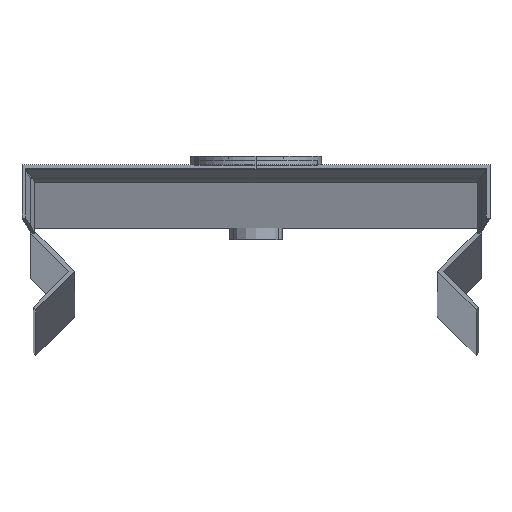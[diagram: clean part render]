
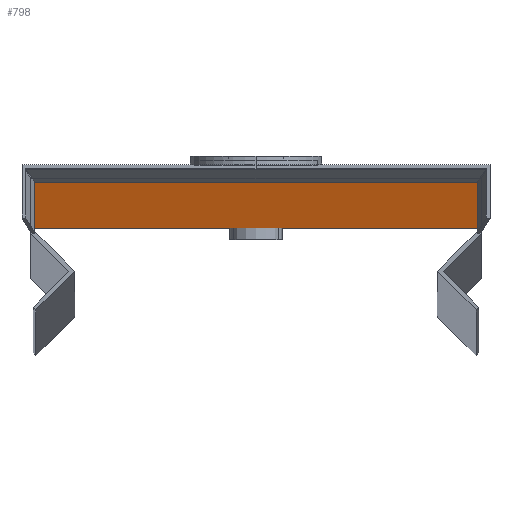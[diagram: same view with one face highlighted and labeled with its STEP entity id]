
A CAD part, top view. The second image highlights one B-rep face of the part: STEP entity #798.
In plain terms, the highlighted planar face has unit normal (0, -1, 0).
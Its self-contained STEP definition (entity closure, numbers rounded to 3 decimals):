
#16 = VECTOR ( 'NONE', #397, 1000. ) ;
#71 = EDGE_CURVE ( 'NONE', #465, #614, #289, .T. ) ;
#102 = VERTEX_POINT ( 'NONE', #763 ) ;
#122 = ORIENTED_EDGE ( 'NONE', *, *, #743, .F. ) ;
#179 = EDGE_CURVE ( 'NONE', #465, #189, #1152, .T. ) ;
#189 = VERTEX_POINT ( 'NONE', #675 ) ;
#276 = CIRCLE ( 'NONE', #1166, 5.5 ) ;
#289 = LINE ( 'NONE', #775, #16 ) ;
#296 = ORIENTED_EDGE ( 'NONE', *, *, #1257, .T. ) ;
#365 = FACE_OUTER_BOUND ( 'NONE', #1296, .T. ) ;
#373 = DIRECTION ( 'NONE',  ( 0., 1., 0. ) ) ;
#379 = CARTESIAN_POINT ( 'NONE',  ( 25., 0., 2969. ) ) ;
#394 = EDGE_CURVE ( 'NONE', #102, #1097, #276, .T. ) ;
#397 = DIRECTION ( 'NONE',  ( 1., 0., 0. ) ) ;
#456 = CARTESIAN_POINT ( 'NONE',  ( 5.5, 0., 14. ) ) ;
#465 = VERTEX_POINT ( 'NONE', #1252 ) ;
#476 = VECTOR ( 'NONE', #934, 1000. ) ;
#547 = CARTESIAN_POINT ( 'NONE',  ( 0., 0., 14. ) ) ;
#566 = DIRECTION ( 'NONE',  ( 0., -1., 0. ) ) ;
#614 = VERTEX_POINT ( 'NONE', #1435 ) ;
#626 = ORIENTED_EDGE ( 'NONE', *, *, #394, .F. ) ;
#671 = DIRECTION ( 'NONE',  ( 1., 0., 0. ) ) ;
#675 = CARTESIAN_POINT ( 'NONE',  ( -25., 0., 0. ) ) ;
#712 = CARTESIAN_POINT ( 'NONE',  ( 25., 0., 2969. ) ) ;
#717 = ORIENTED_EDGE ( 'NONE', *, *, #71, .F. ) ;
#732 = VECTOR ( 'NONE', #1002, 1000. ) ;
#739 = ORIENTED_EDGE ( 'NONE', *, *, #1398, .F. ) ;
#743 = EDGE_CURVE ( 'NONE', #1097, #102, #1508, .T. ) ;
#762 = DIRECTION ( 'NONE',  ( 0., -1., 0. ) ) ;
#763 = CARTESIAN_POINT ( 'NONE',  ( -5.5, 0., 14. ) ) ;
#775 = CARTESIAN_POINT ( 'NONE',  ( -25., 0., 2969. ) ) ;
#798 = ADVANCED_FACE ( 'NONE', ( #1473, #365 ), #1574, .F. ) ;
#818 = AXIS2_PLACEMENT_3D ( 'NONE', #1187, #566, #1049 ) ;
#826 = ORIENTED_EDGE ( 'NONE', *, *, #179, .T. ) ;
#934 = DIRECTION ( 'NONE',  ( 0., 0., -1. ) ) ;
#965 = DIRECTION ( 'NONE',  ( 0., 0., -1. ) ) ;
#1002 = DIRECTION ( 'NONE',  ( 1., 0., 0. ) ) ;
#1049 = DIRECTION ( 'NONE',  ( 1., 0., 0. ) ) ;
#1078 = LINE ( 'NONE', #712, #1485 ) ;
#1097 = VERTEX_POINT ( 'NONE', #456 ) ;
#1121 = VERTEX_POINT ( 'NONE', #1426 ) ;
#1152 = LINE ( 'NONE', #1523, #476 ) ;
#1166 = AXIS2_PLACEMENT_3D ( 'NONE', #547, #762, #671 ) ;
#1187 = CARTESIAN_POINT ( 'NONE',  ( 0., 0., 14. ) ) ;
#1227 = CARTESIAN_POINT ( 'NONE',  ( 25., 0., 0. ) ) ;
#1228 = DIRECTION ( 'NONE',  ( -1., 0., 0. ) ) ;
#1252 = CARTESIAN_POINT ( 'NONE',  ( -25., 0., 2969. ) ) ;
#1257 = EDGE_CURVE ( 'NONE', #189, #1121, #1368, .T. ) ;
#1296 = EDGE_LOOP ( 'NONE', ( #296, #739, #717, #826 ) ) ;
#1368 = LINE ( 'NONE', #1227, #732 ) ;
#1398 = EDGE_CURVE ( 'NONE', #614, #1121, #1078, .T. ) ;
#1416 = EDGE_LOOP ( 'NONE', ( #122, #626 ) ) ;
#1426 = CARTESIAN_POINT ( 'NONE',  ( 25., 0., 0. ) ) ;
#1435 = CARTESIAN_POINT ( 'NONE',  ( 25., 0., 2969. ) ) ;
#1442 = AXIS2_PLACEMENT_3D ( 'NONE', #379, #373, #1228 ) ;
#1473 = FACE_BOUND ( 'NONE', #1416, .T. ) ;
#1485 = VECTOR ( 'NONE', #965, 1000. ) ;
#1508 = CIRCLE ( 'NONE', #818, 5.5 ) ;
#1523 = CARTESIAN_POINT ( 'NONE',  ( -25., 0., 2969. ) ) ;
#1574 = PLANE ( 'NONE',  #1442 ) ;
